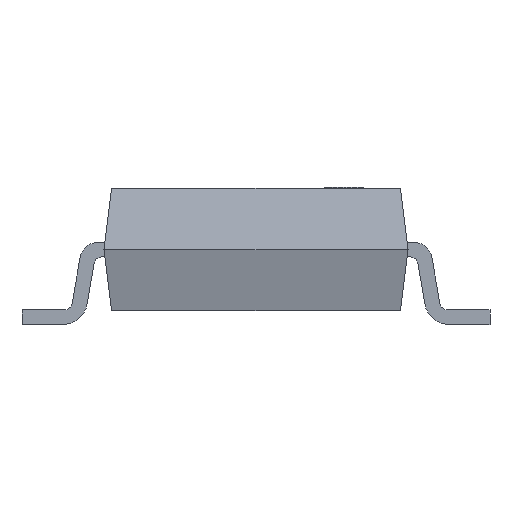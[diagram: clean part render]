
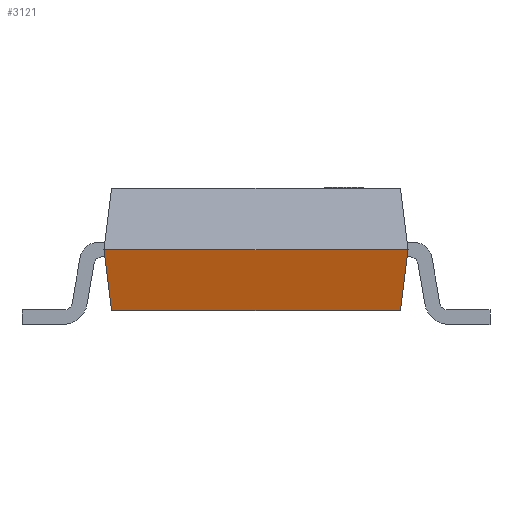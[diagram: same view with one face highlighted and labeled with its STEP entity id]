
A CAD part, front view. The second image highlights one B-rep face of the part: STEP entity #3121.
In plain terms, the highlighted free-form (B-spline) face has degree [1, 1] with [2, 2] control points.
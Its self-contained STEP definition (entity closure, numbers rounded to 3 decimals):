
#672 = VERTEX_POINT('',#673);
#673 = CARTESIAN_POINT('',(-1.95,-4.325,0.963));
#678 = EDGE_CURVE('',#679,#672,#681,.T.);
#679 = VERTEX_POINT('',#680);
#680 = CARTESIAN_POINT('',(1.95,-4.325,0.963));
#681 = LINE('',#682,#683);
#682 = CARTESIAN_POINT('',(1.95,-4.325,0.963));
#683 = VECTOR('',#684,1.);
#684 = DIRECTION('',(-1.,0.,0.));
#3121 = ADVANCED_FACE('',(#3122),#3145,.T.);
#3122 = FACE_BOUND('',#3123,.T.);
#3123 = EDGE_LOOP('',(#3124,#3125,#3132,#3140));
#3124 = ORIENTED_EDGE('',*,*,#678,.T.);
#3125 = ORIENTED_EDGE('',*,*,#3126,.T.);
#3126 = EDGE_CURVE('',#672,#3127,#3129,.T.);
#3127 = VERTEX_POINT('',#3128);
#3128 = CARTESIAN_POINT('',(-1.853,-4.109,0.175));
#3129 = B_SPLINE_CURVE_WITH_KNOTS('',1,(#3130,#3131),.UNSPECIFIED.,.F.,
  .F.,(2,2),(0.,1.),.PIECEWISE_BEZIER_KNOTS.);
#3130 = CARTESIAN_POINT('',(-1.95,-4.325,0.963));
#3131 = CARTESIAN_POINT('',(-1.853,-4.109,0.175));
#3132 = ORIENTED_EDGE('',*,*,#3133,.F.);
#3133 = EDGE_CURVE('',#3134,#3127,#3136,.T.);
#3134 = VERTEX_POINT('',#3135);
#3135 = CARTESIAN_POINT('',(1.853,-4.109,0.175));
#3136 = LINE('',#3137,#3138);
#3137 = CARTESIAN_POINT('',(1.853,-4.109,0.175));
#3138 = VECTOR('',#3139,1.);
#3139 = DIRECTION('',(-1.,0.,0.));
#3140 = ORIENTED_EDGE('',*,*,#3141,.F.);
#3141 = EDGE_CURVE('',#679,#3134,#3142,.T.);
#3142 = B_SPLINE_CURVE_WITH_KNOTS('',1,(#3143,#3144),.UNSPECIFIED.,.F.,
  .F.,(2,2),(0.,1.),.PIECEWISE_BEZIER_KNOTS.);
#3143 = CARTESIAN_POINT('',(1.95,-4.325,0.963));
#3144 = CARTESIAN_POINT('',(1.853,-4.109,0.175));
#3145 = B_SPLINE_SURFACE_WITH_KNOTS('',1,1,(
    (#3146,#3147)
    ,(#3148,#3149
    )),.UNSPECIFIED.,.F.,.F.,.F.,(2,2),(2,2),(0.,3.9),(0.,1.),
  .PIECEWISE_BEZIER_KNOTS.);
#3146 = CARTESIAN_POINT('',(1.95,-4.325,0.963));
#3147 = CARTESIAN_POINT('',(1.853,-4.109,0.175));
#3148 = CARTESIAN_POINT('',(-1.95,-4.325,0.963));
#3149 = CARTESIAN_POINT('',(-1.853,-4.109,0.175));
